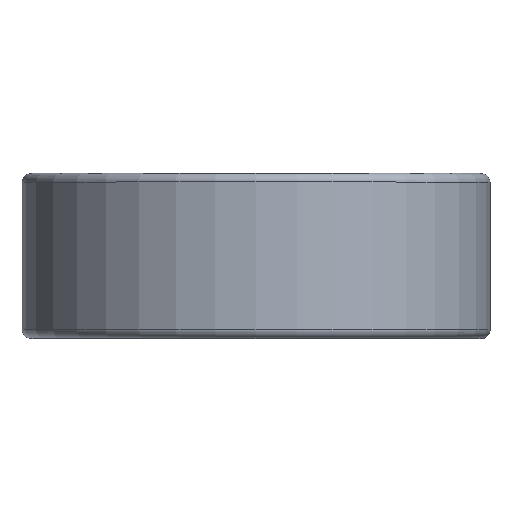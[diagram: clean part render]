
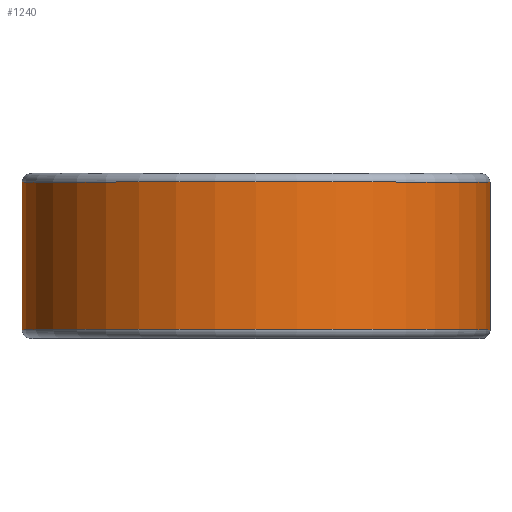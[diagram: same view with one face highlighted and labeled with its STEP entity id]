
A CAD part, top view. The second image highlights one B-rep face of the part: STEP entity #1240.
In plain terms, the highlighted cylindrical face has radius 20.269 mm (diameter 40.538 mm), a partial arc.
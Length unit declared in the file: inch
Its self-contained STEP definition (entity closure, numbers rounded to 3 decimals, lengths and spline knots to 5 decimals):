
#57 = CARTESIAN_POINT ( 'NONE',  ( 0., -0.25125, -0.798 ) ) ;
#227 = CARTESIAN_POINT ( 'NONE',  ( 0., 0.25125, -0.798 ) ) ;
#264 = VERTEX_POINT ( 'NONE', #57 ) ;
#327 = CARTESIAN_POINT ( 'NONE',  ( 0., 0.25, 0. ) ) ;
#339 = DIRECTION ( 'NONE',  ( 0., 0., -1. ) ) ;
#372 = CARTESIAN_POINT ( 'NONE',  ( 0., 0.25125, 0. ) ) ;
#502 = VERTEX_POINT ( 'NONE', #593 ) ;
#554 = ORIENTED_EDGE ( 'NONE', *, *, #2462, .F. ) ;
#593 = CARTESIAN_POINT ( 'NONE',  ( 0., 0.25125, -0.798 ) ) ;
#624 = DIRECTION ( 'NONE',  ( 0., 0., -1. ) ) ;
#666 = EDGE_CURVE ( 'NONE', #2109, #264, #928, .T. ) ;
#673 = VECTOR ( 'NONE', #1597, 39.37008 ) ;
#703 = LINE ( 'NONE', #227, #673 ) ;
#928 = CIRCLE ( 'NONE', #2358, 0.798 ) ;
#1177 = DIRECTION ( 'NONE',  ( 0., 0., -1. ) ) ;
#1184 = DIRECTION ( 'NONE',  ( 0., -1., 0. ) ) ;
#1205 = CARTESIAN_POINT ( 'NONE',  ( 0.798, 0.25125, 0. ) ) ;
#1240 = ADVANCED_FACE ( 'NONE', ( #2400 ), #1574, .T. ) ;
#1330 = CARTESIAN_POINT ( 'NONE',  ( 0., -0.25125, 0. ) ) ;
#1342 = DIRECTION ( 'NONE',  ( 0., -1., 0. ) ) ;
#1358 = EDGE_CURVE ( 'NONE', #2305, #502, #2468, .T. ) ;
#1363 = AXIS2_PLACEMENT_3D ( 'NONE', #327, #1342, #339 ) ;
#1510 = ORIENTED_EDGE ( 'NONE', *, *, #1358, .T. ) ;
#1571 = EDGE_CURVE ( 'NONE', #2109, #2305, #2369, .T. ) ;
#1574 = CYLINDRICAL_SURFACE ( 'NONE', #1363, 0.798 ) ;
#1592 = AXIS2_PLACEMENT_3D ( 'NONE', #372, #1708, #624 ) ;
#1597 = DIRECTION ( 'NONE',  ( 0., 1., 0. ) ) ;
#1678 = ORIENTED_EDGE ( 'NONE', *, *, #666, .F. ) ;
#1708 = DIRECTION ( 'NONE',  ( 0., -1., 0. ) ) ;
#1829 = CARTESIAN_POINT ( 'NONE',  ( 0.798, -0.25125, 0. ) ) ;
#1900 = DIRECTION ( 'NONE',  ( 0., 1., 0. ) ) ;
#2109 = VERTEX_POINT ( 'NONE', #1829 ) ;
#2203 = EDGE_LOOP ( 'NONE', ( #2435, #1510, #554, #1678 ) ) ;
#2305 = VERTEX_POINT ( 'NONE', #1205 ) ;
#2358 = AXIS2_PLACEMENT_3D ( 'NONE', #1330, #1184, #1177 ) ;
#2369 = LINE ( 'NONE', #2432, #2373 ) ;
#2373 = VECTOR ( 'NONE', #1900, 39.37008 ) ;
#2400 = FACE_OUTER_BOUND ( 'NONE', #2203, .T. ) ;
#2432 = CARTESIAN_POINT ( 'NONE',  ( 0.798, 0.25125, 0. ) ) ;
#2435 = ORIENTED_EDGE ( 'NONE', *, *, #1571, .T. ) ;
#2462 = EDGE_CURVE ( 'NONE', #264, #502, #703, .T. ) ;
#2468 = CIRCLE ( 'NONE', #1592, 0.798 ) ;
